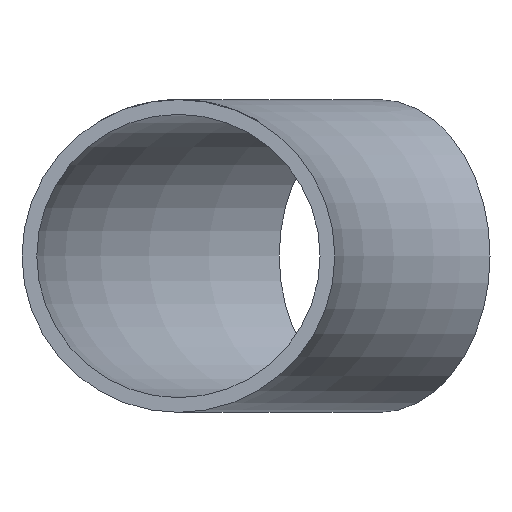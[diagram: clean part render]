
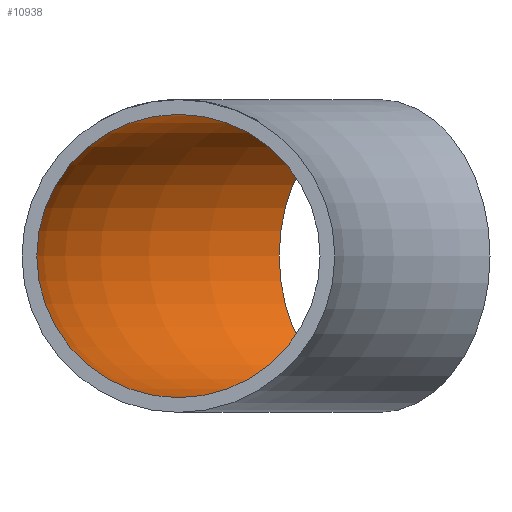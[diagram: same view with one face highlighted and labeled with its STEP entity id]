
A CAD part, front view. The second image highlights one B-rep face of the part: STEP entity #10938.
In plain terms, the highlighted toroidal (fillet/blend) face has major radius 93 mm and minor radius 19.2 mm.
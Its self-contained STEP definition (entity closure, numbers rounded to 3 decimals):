
#270 = CARTESIAN_POINT ( 'NONE',  ( -93., 0., 0. ) ) ;
#428 = AXIS2_PLACEMENT_3D ( 'NONE', #3311, #7321, #11357 ) ;
#448 = VERTEX_POINT ( 'NONE', #1787 ) ;
#1015 = TOROIDAL_SURFACE ( 'NONE', #15872, 93., 19.2 ) ;
#1308 = DIRECTION ( 'NONE',  ( -1., 0., 0. ) ) ;
#1787 = CARTESIAN_POINT ( 'NONE',  ( -93., 0., 19.2 ) ) ;
#2052 = CARTESIAN_POINT ( 'NONE',  ( -79.337, 79.337, 0. ) ) ;
#2867 = EDGE_LOOP ( 'NONE', ( #6946 ) ) ;
#3311 = CARTESIAN_POINT ( 'NONE',  ( -65.761, 65.761, 0. ) ) ;
#3518 = ORIENTED_EDGE ( 'NONE', *, *, #12221, .F. ) ;
#4276 = EDGE_LOOP ( 'NONE', ( #3518 ) ) ;
#5567 = DIRECTION ( 'NONE',  ( 0., 1., 0. ) ) ;
#6946 = ORIENTED_EDGE ( 'NONE', *, *, #12322, .T. ) ;
#7321 = DIRECTION ( 'NONE',  ( 0.707, 0.707, 0. ) ) ;
#7799 = FACE_OUTER_BOUND ( 'NONE', #4276, .T. ) ;
#8001 = CIRCLE ( 'NONE', #428, 19.2 ) ;
#8632 = VERTEX_POINT ( 'NONE', #2052 ) ;
#10938 = ADVANCED_FACE ( 'NONE', ( #15957, #7799 ), #1015, .F. ) ;
#11137 = CIRCLE ( 'NONE', #13363, 19.2 ) ;
#11357 = DIRECTION ( 'NONE',  ( -0.707, 0.707, 0. ) ) ;
#12221 = EDGE_CURVE ( 'NONE', #448, #448, #11137, .T. ) ;
#12322 = EDGE_CURVE ( 'NONE', #8632, #8632, #8001, .T. ) ;
#13326 = CARTESIAN_POINT ( 'NONE',  ( 0., 0., 0. ) ) ;
#13363 = AXIS2_PLACEMENT_3D ( 'NONE', #270, #5567, #15215 ) ;
#14722 = DIRECTION ( 'NONE',  ( 0., 0., -1. ) ) ;
#15215 = DIRECTION ( 'NONE',  ( 0., 0., 1. ) ) ;
#15872 = AXIS2_PLACEMENT_3D ( 'NONE', #13326, #14722, #1308 ) ;
#15957 = FACE_OUTER_BOUND ( 'NONE', #2867, .T. ) ;
